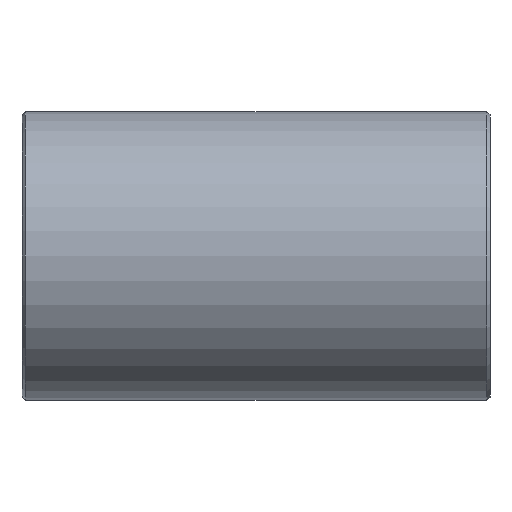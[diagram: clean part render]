
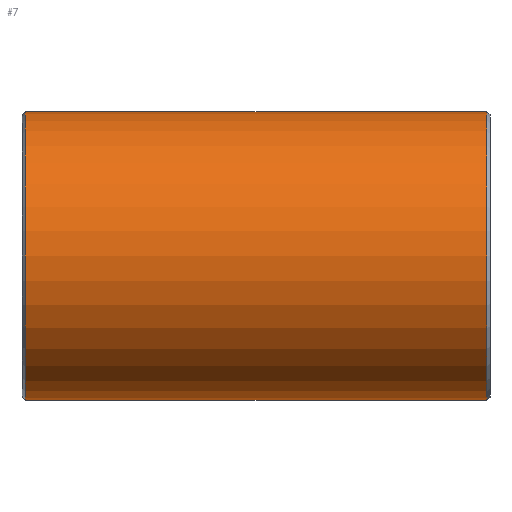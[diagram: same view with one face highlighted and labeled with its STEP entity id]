
A CAD part, front view. The second image highlights one B-rep face of the part: STEP entity #7.
In plain terms, the highlighted cylindrical face has radius 109.537 mm (diameter 219.075 mm), a partial arc.
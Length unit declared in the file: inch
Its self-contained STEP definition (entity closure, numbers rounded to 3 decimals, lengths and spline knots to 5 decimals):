
#6 = CARTESIAN_POINT ( 'NONE',  ( 7., 0., -4.3125 ) ) ;
#7 = ADVANCED_FACE ( 'NONE', ( #541 ), #171, .T. ) ;
#8 = CARTESIAN_POINT ( 'NONE',  ( -6.90767, 0., 4.3125 ) ) ;
#9 = DIRECTION ( 'NONE',  ( 0., 0., -1. ) ) ;
#11 = VECTOR ( 'NONE', #583, 39.37008 ) ;
#15 = ORIENTED_EDGE ( 'NONE', *, *, #247, .T. ) ;
#24 = CARTESIAN_POINT ( 'NONE',  ( 6.90767, 0., -4.3125 ) ) ;
#43 = VERTEX_POINT ( 'NONE', #220 ) ;
#53 = DIRECTION ( 'NONE',  ( -1., 0., 0. ) ) ;
#60 = LINE ( 'NONE', #98, #409 ) ;
#77 = AXIS2_PLACEMENT_3D ( 'NONE', #549, #367, #9 ) ;
#92 = EDGE_LOOP ( 'NONE', ( #177, #311, #302, #270, #15, #320 ) ) ;
#97 = EDGE_CURVE ( 'NONE', #274, #517, #439, .T. ) ;
#98 = CARTESIAN_POINT ( 'NONE',  ( 7., 0., 4.3125 ) ) ;
#102 = DIRECTION ( 'NONE',  ( 0., 0., 1. ) ) ;
#121 = DIRECTION ( 'NONE',  ( -1., 0., 0. ) ) ;
#129 = VERTEX_POINT ( 'NONE', #135 ) ;
#135 = CARTESIAN_POINT ( 'NONE',  ( 6.90767, 0., 4.3125 ) ) ;
#160 = LINE ( 'NONE', #385, #408 ) ;
#165 = EDGE_CURVE ( 'NONE', #575, #129, #329, .T. ) ;
#171 = CYLINDRICAL_SURFACE ( 'NONE', #467, 4.3125 ) ;
#177 = ORIENTED_EDGE ( 'NONE', *, *, #388, .F. ) ;
#195 = DIRECTION ( 'NONE',  ( -1., 0., 0. ) ) ;
#204 = CARTESIAN_POINT ( 'NONE',  ( 0., 0., 4.3125 ) ) ;
#212 = AXIS2_PLACEMENT_3D ( 'NONE', #326, #510, #102 ) ;
#217 = VERTEX_POINT ( 'NONE', #324 ) ;
#220 = CARTESIAN_POINT ( 'NONE',  ( -6.90767, 0., -4.3125 ) ) ;
#222 = EDGE_CURVE ( 'NONE', #129, #274, #60, .T. ) ;
#225 = EDGE_CURVE ( 'NONE', #217, #43, #545, .T. ) ;
#247 = EDGE_CURVE ( 'NONE', #517, #43, #459, .T. ) ;
#270 = ORIENTED_EDGE ( 'NONE', *, *, #97, .T. ) ;
#274 = VERTEX_POINT ( 'NONE', #204 ) ;
#302 = ORIENTED_EDGE ( 'NONE', *, *, #222, .T. ) ;
#311 = ORIENTED_EDGE ( 'NONE', *, *, #165, .T. ) ;
#320 = ORIENTED_EDGE ( 'NONE', *, *, #225, .F. ) ;
#324 = CARTESIAN_POINT ( 'NONE',  ( 0., 0., -4.3125 ) ) ;
#326 = CARTESIAN_POINT ( 'NONE',  ( -6.90767, 0., 0. ) ) ;
#329 = CIRCLE ( 'NONE', #77, 4.3125 ) ;
#344 = CARTESIAN_POINT ( 'NONE',  ( 7., 0., 0. ) ) ;
#353 = CARTESIAN_POINT ( 'NONE',  ( 7., 0., 4.3125 ) ) ;
#367 = DIRECTION ( 'NONE',  ( -1., 0., 0. ) ) ;
#385 = CARTESIAN_POINT ( 'NONE',  ( 7., 0., -4.3125 ) ) ;
#388 = EDGE_CURVE ( 'NONE', #575, #217, #160, .T. ) ;
#408 = VECTOR ( 'NONE', #195, 39.37008 ) ;
#409 = VECTOR ( 'NONE', #53, 39.37008 ) ;
#417 = VECTOR ( 'NONE', #558, 39.37008 ) ;
#439 = LINE ( 'NONE', #353, #11 ) ;
#459 = CIRCLE ( 'NONE', #212, 4.3125 ) ;
#467 = AXIS2_PLACEMENT_3D ( 'NONE', #344, #121, #537 ) ;
#510 = DIRECTION ( 'NONE',  ( 1., 0., 0. ) ) ;
#517 = VERTEX_POINT ( 'NONE', #8 ) ;
#537 = DIRECTION ( 'NONE',  ( 0., 0., 1. ) ) ;
#541 = FACE_OUTER_BOUND ( 'NONE', #92, .T. ) ;
#545 = LINE ( 'NONE', #6, #417 ) ;
#549 = CARTESIAN_POINT ( 'NONE',  ( 6.90767, 0., 0. ) ) ;
#558 = DIRECTION ( 'NONE',  ( -1., 0., 0. ) ) ;
#575 = VERTEX_POINT ( 'NONE', #24 ) ;
#583 = DIRECTION ( 'NONE',  ( -1., 0., 0. ) ) ;
